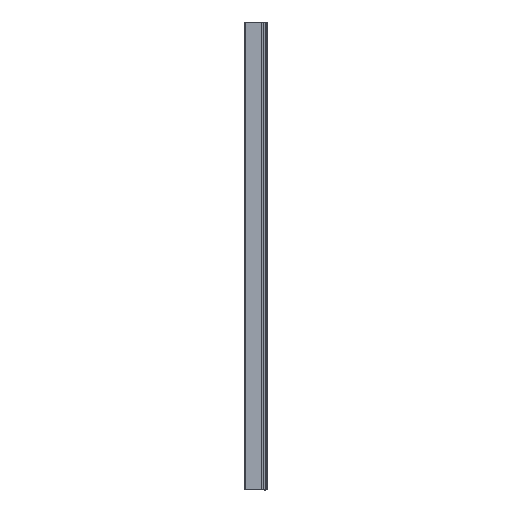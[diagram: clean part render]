
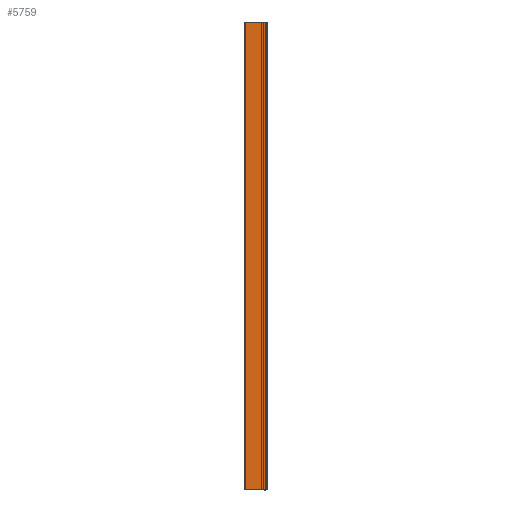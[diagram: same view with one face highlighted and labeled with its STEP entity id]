
A CAD part, left-side view. The second image highlights one B-rep face of the part: STEP entity #5759.
In plain terms, the highlighted planar face has unit normal (-1, 0, 0).
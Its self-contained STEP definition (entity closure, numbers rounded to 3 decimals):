
#58 = VECTOR ( 'NONE', #13971, 1000. ) ;
#1042 = ORIENTED_EDGE ( 'NONE', *, *, #22973, .T. ) ;
#2403 = FACE_OUTER_BOUND ( 'NONE', #22153, .T. ) ;
#3418 = EDGE_CURVE ( 'NONE', #14025, #7693, #22212, .T. ) ;
#3484 = ORIENTED_EDGE ( 'NONE', *, *, #3418, .F. ) ;
#3703 = CARTESIAN_POINT ( 'NONE',  ( -19.75, 66.4, 1500. ) ) ;
#3921 = PLANE ( 'NONE',  #9951 ) ;
#3999 = CARTESIAN_POINT ( 'NONE',  ( -19.75, 0., 1500. ) ) ;
#4570 = CARTESIAN_POINT ( 'NONE',  ( -19.75, -10.4, 1500. ) ) ;
#4794 = LINE ( 'NONE', #22781, #58 ) ;
#4912 = VECTOR ( 'NONE', #13504, 1000. ) ;
#5616 = DIRECTION ( 'NONE',  ( 0., 0., -1. ) ) ;
#5635 = VERTEX_POINT ( 'NONE', #3703 ) ;
#5759 = ADVANCED_FACE ( 'NONE', ( #2403 ), #3921, .F. ) ;
#7138 = ORIENTED_EDGE ( 'NONE', *, *, #19634, .T. ) ;
#7401 = CARTESIAN_POINT ( 'NONE',  ( -19.75, 66.4, 1500. ) ) ;
#7693 = VERTEX_POINT ( 'NONE', #17028 ) ;
#9951 = AXIS2_PLACEMENT_3D ( 'NONE', #3999, #16417, #19853 ) ;
#10086 = CARTESIAN_POINT ( 'NONE',  ( -19.75, 0., 0. ) ) ;
#11149 = CARTESIAN_POINT ( 'NONE',  ( -19.75, -10.4, 1500. ) ) ;
#12004 = VECTOR ( 'NONE', #5616, 1000. ) ;
#13504 = DIRECTION ( 'NONE',  ( 0., -1., 0. ) ) ;
#13663 = EDGE_CURVE ( 'NONE', #5635, #14025, #4794, .T. ) ;
#13971 = DIRECTION ( 'NONE',  ( 0., -1., 0. ) ) ;
#14025 = VERTEX_POINT ( 'NONE', #11149 ) ;
#14312 = LINE ( 'NONE', #10086, #4912 ) ;
#14652 = VECTOR ( 'NONE', #17143, 1000. ) ;
#15609 = CARTESIAN_POINT ( 'NONE',  ( -19.75, 66.4, 0. ) ) ;
#16417 = DIRECTION ( 'NONE',  ( 1., 0., 0. ) ) ;
#17028 = CARTESIAN_POINT ( 'NONE',  ( -19.75, -10.4, 0. ) ) ;
#17143 = DIRECTION ( 'NONE',  ( 0., 0., -1. ) ) ;
#17479 = ORIENTED_EDGE ( 'NONE', *, *, #13663, .F. ) ;
#19634 = EDGE_CURVE ( 'NONE', #19844, #7693, #14312, .T. ) ;
#19844 = VERTEX_POINT ( 'NONE', #15609 ) ;
#19853 = DIRECTION ( 'NONE',  ( 0., 0., -1. ) ) ;
#21494 = LINE ( 'NONE', #7401, #12004 ) ;
#22153 = EDGE_LOOP ( 'NONE', ( #7138, #3484, #17479, #1042 ) ) ;
#22212 = LINE ( 'NONE', #4570, #14652 ) ;
#22781 = CARTESIAN_POINT ( 'NONE',  ( -19.75, 0., 1500. ) ) ;
#22973 = EDGE_CURVE ( 'NONE', #5635, #19844, #21494, .T. ) ;
